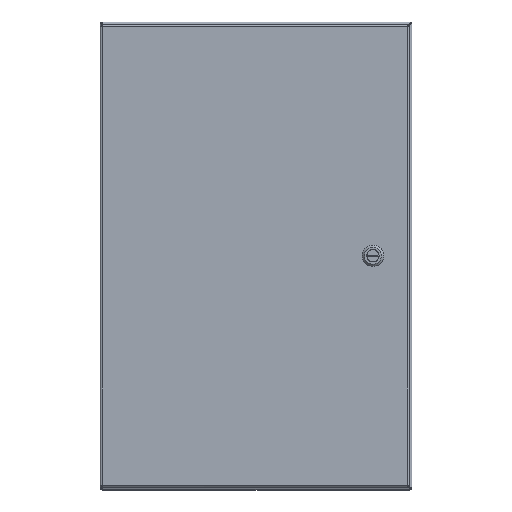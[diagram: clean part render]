
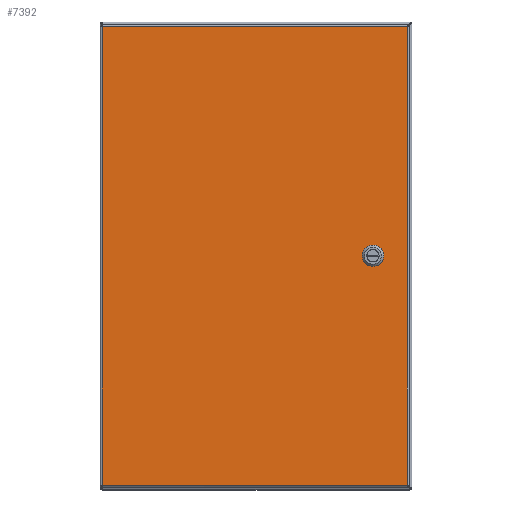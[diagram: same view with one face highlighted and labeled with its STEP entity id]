
A CAD part, top view. The second image highlights one B-rep face of the part: STEP entity #7392.
In plain terms, the highlighted face is planar.
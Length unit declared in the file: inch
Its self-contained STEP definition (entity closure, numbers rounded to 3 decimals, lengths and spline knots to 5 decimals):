
#5715=CARTESIAN_POINT('',(2.08762,12.275,0.0));
#5716=VERTEX_POINT('',#5715);
#5723=CARTESIAN_POINT('',(2.275,12.08762,0.0));
#5724=VERTEX_POINT('',#5723);
#5725=CARTESIAN_POINT('',(1.875,11.875,0.0));
#5726=DIRECTION('',(0.0,0.0,1.0));
#5727=DIRECTION('',(-0.469,-0.883,0.0));
#5728=AXIS2_PLACEMENT_3D('',#5725,#5726,#5727);
#5729=CIRCLE('',#5728,0.453);
#5730=EDGE_CURVE('',#5724,#5716,#5729,.T.);
#5755=CARTESIAN_POINT('',(2.275,11.66238,0.0));
#5756=VERTEX_POINT('',#5755);
#5757=CARTESIAN_POINT('',(2.275,11.66238,0.0));
#5758=DIRECTION('',(0.0,1.0,0.0));
#5759=VECTOR('',#5758,0.42525);
#5760=LINE('',#5757,#5759);
#5761=EDGE_CURVE('',#5756,#5724,#5760,.T.);
#5787=CARTESIAN_POINT('',(2.08762,11.475,0.0));
#5788=VERTEX_POINT('',#5787);
#5789=CARTESIAN_POINT('',(1.875,11.875,0.0));
#5790=DIRECTION('',(0.0,0.0,1.0));
#5791=DIRECTION('',(-0.883,0.469,0.0));
#5792=AXIS2_PLACEMENT_3D('',#5789,#5790,#5791);
#5793=CIRCLE('',#5792,0.453);
#5794=EDGE_CURVE('',#5788,#5756,#5793,.T.);
#5819=CARTESIAN_POINT('',(1.66238,11.475,0.0));
#5820=VERTEX_POINT('',#5819);
#5821=CARTESIAN_POINT('',(1.66238,11.475,0.0));
#5822=DIRECTION('',(1.0,0.0,0.0));
#5823=VECTOR('',#5822,0.42525);
#5824=LINE('',#5821,#5823);
#5825=EDGE_CURVE('',#5820,#5788,#5824,.T.);
#5851=CARTESIAN_POINT('',(1.475,11.66238,0.0));
#5852=VERTEX_POINT('',#5851);
#5853=CARTESIAN_POINT('',(1.875,11.875,0.0));
#5854=DIRECTION('',(0.0,0.0,1.0));
#5855=DIRECTION('',(0.469,0.883,0.0));
#5856=AXIS2_PLACEMENT_3D('',#5853,#5854,#5855);
#5857=CIRCLE('',#5856,0.453);
#5858=EDGE_CURVE('',#5852,#5820,#5857,.T.);
#5883=CARTESIAN_POINT('',(1.475,12.08762,0.0));
#5884=VERTEX_POINT('',#5883);
#5885=CARTESIAN_POINT('',(1.475,12.08762,0.0));
#5886=DIRECTION('',(0.0,-1.0,0.0));
#5887=VECTOR('',#5886,0.42525);
#5888=LINE('',#5885,#5887);
#5889=EDGE_CURVE('',#5884,#5852,#5888,.T.);
#5915=CARTESIAN_POINT('',(1.66238,12.275,0.0));
#5916=VERTEX_POINT('',#5915);
#5917=CARTESIAN_POINT('',(1.875,11.875,0.0));
#5918=DIRECTION('',(0.0,0.0,1.0));
#5919=DIRECTION('',(0.883,-0.469,0.0));
#5920=AXIS2_PLACEMENT_3D('',#5917,#5918,#5919);
#5921=CIRCLE('',#5920,0.453);
#5922=EDGE_CURVE('',#5916,#5884,#5921,.T.);
#5945=CARTESIAN_POINT('',(2.08762,12.275,0.0));
#5946=DIRECTION('',(-1.0,0.0,0.0));
#5947=VECTOR('',#5946,0.42525);
#5948=LINE('',#5945,#5947);
#5949=EDGE_CURVE('',#5716,#5916,#5948,.T.);
#6400=CARTESIAN_POINT('',(15.76975,0.10525,0.));
#6401=VERTEX_POINT('',#6400);
#6412=CARTESIAN_POINT('',(15.76975,23.64475,0.));
#6413=VERTEX_POINT('',#6412);
#6414=CARTESIAN_POINT('',(15.76975,23.64475,0.0));
#6415=DIRECTION('',(0.0,-1.0,0.0));
#6416=VECTOR('',#6415,23.5395);
#6417=LINE('',#6414,#6416);
#6418=EDGE_CURVE('',#6413,#6401,#6417,.T.);
#6570=CARTESIAN_POINT('',(0.10525,0.10525,0.));
#6571=VERTEX_POINT('',#6570);
#6582=CARTESIAN_POINT('',(15.76975,0.10525,0.0));
#6583=DIRECTION('',(-1.0,0.0,0.0));
#6584=VECTOR('',#6583,15.6645);
#6585=LINE('',#6582,#6584);
#6586=EDGE_CURVE('',#6401,#6571,#6585,.T.);
#6847=CARTESIAN_POINT('',(0.10525,23.64475,0.));
#6848=VERTEX_POINT('',#6847);
#6859=CARTESIAN_POINT('',(0.10525,0.10525,0.0));
#6860=DIRECTION('',(0.0,1.0,0.0));
#6861=VECTOR('',#6860,23.5395);
#6862=LINE('',#6859,#6861);
#6863=EDGE_CURVE('',#6571,#6848,#6862,.T.);
#7128=CARTESIAN_POINT('',(0.10525,23.64475,0.0));
#7129=DIRECTION('',(1.0,0.0,0.0));
#7130=VECTOR('',#7129,15.6645);
#7131=LINE('',#7128,#7130);
#7132=EDGE_CURVE('',#6848,#6413,#7131,.T.);
#7371=CARTESIAN_POINT('',(7.9375,11.875,0.0));
#7372=DIRECTION('',(0.0,0.0,1.0));
#7373=DIRECTION('',(1.0,0.0,0.0));
#7374=AXIS2_PLACEMENT_3D('',#7371,#7372,#7373);
#7375=PLANE('',#7374);
#7376=ORIENTED_EDGE('',*,*,#6418,.T.);
#7377=ORIENTED_EDGE('',*,*,#6586,.T.);
#7378=ORIENTED_EDGE('',*,*,#6863,.T.);
#7379=ORIENTED_EDGE('',*,*,#7132,.T.);
#7380=EDGE_LOOP('',(#7376,#7377,#7378,#7379));
#7381=FACE_OUTER_BOUND('',#7380,.T.);
#7382=ORIENTED_EDGE('',*,*,#5730,.T.);
#7383=ORIENTED_EDGE('',*,*,#5949,.T.);
#7384=ORIENTED_EDGE('',*,*,#5922,.T.);
#7385=ORIENTED_EDGE('',*,*,#5889,.T.);
#7386=ORIENTED_EDGE('',*,*,#5858,.T.);
#7387=ORIENTED_EDGE('',*,*,#5825,.T.);
#7388=ORIENTED_EDGE('',*,*,#5794,.T.);
#7389=ORIENTED_EDGE('',*,*,#5761,.T.);
#7390=EDGE_LOOP('',(#7382,#7383,#7384,#7385,#7386,#7387,#7388,#7389));
#7391=FACE_BOUND('',#7390,.T.);
#7392=ADVANCED_FACE('',(#7381,#7391),#7375,.F.);
